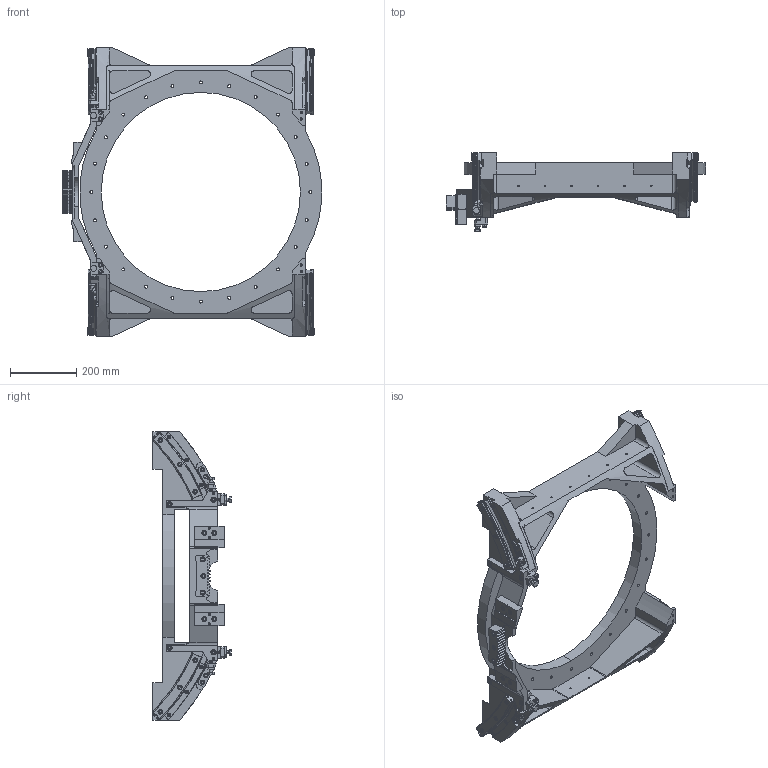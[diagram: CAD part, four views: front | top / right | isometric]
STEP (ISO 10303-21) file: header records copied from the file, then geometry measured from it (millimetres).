
FILE_DESCRIPTION (( 'STEP AP203' ), '1' );
FILE_NAME ('Plateau_Tilt_un_sldprt.STEP', '2018-04-10T07:33:41', ( '' ), ( '' ), 'SwSTEP 2.0', 'SolidWorks 2017', '' );
FILE_SCHEMA (( 'CONFIG_CONTROL_DESIGN' ));
Length unit declared in the file: millimetre
Products named in the file (1): Plateau_Tilt_un_sldprt
Bounding box: 780.96 x 237.92 x 870 mm (x, y, z)
Volume: 15932114.8 mm3; surface area: 1670442 mm2
Topology: 92 solids, 92 shells, 2620 faces, 6365 edges, 4000 vertices
Faces by surface type: plane 992, cylinder 989, cone 489, torus 130, sphere 20
Entity records: 77453 total; most frequent: CARTESIAN_POINT 15228, DIRECTION 13530, ORIENTED_EDGE 12362, EDGE_CURVE 6181, AXIS2_PLACEMENT_3D 5206, VERTEX_POINT 4000, VECTOR 3118, LINE 3118
